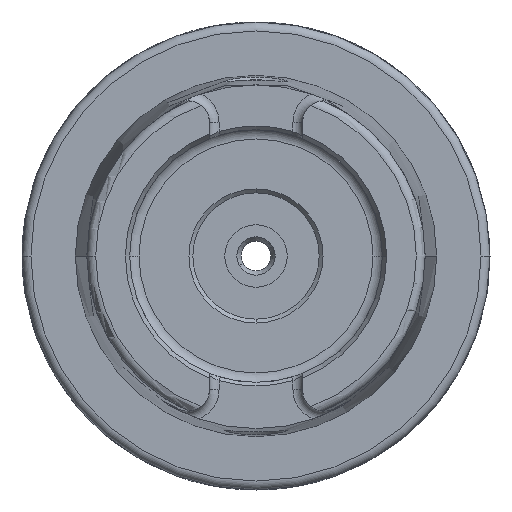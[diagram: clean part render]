
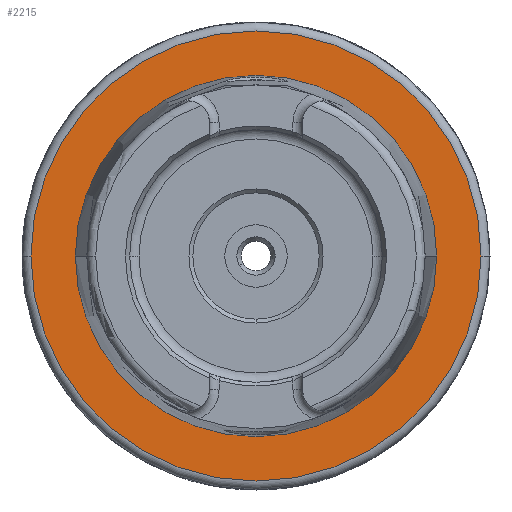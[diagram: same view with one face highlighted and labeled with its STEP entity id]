
A CAD part, left-side view. The second image highlights one B-rep face of the part: STEP entity #2215.
In plain terms, the highlighted planar face has unit normal (-1, 0, 0).
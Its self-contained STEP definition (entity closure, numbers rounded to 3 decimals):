
#292 = AXIS2_PLACEMENT_3D ( 'NONE', #6888, #841, #2619 ) ;
#396 = CARTESIAN_POINT ( 'NONE',  ( 0., 0., 0. ) ) ;
#419 = CIRCLE ( 'NONE', #903, 30.3 ) ;
#644 = VERTEX_POINT ( 'NONE', #3179 ) ;
#747 = ORIENTED_EDGE ( 'NONE', *, *, #4864, .T. ) ;
#774 = AXIS2_PLACEMENT_3D ( 'NONE', #396, #3317, #4036 ) ;
#826 = VERTEX_POINT ( 'NONE', #5183 ) ;
#841 = DIRECTION ( 'NONE',  ( 1., 0., 0. ) ) ;
#903 = AXIS2_PLACEMENT_3D ( 'NONE', #7639, #2385, #2313 ) ;
#1023 = VERTEX_POINT ( 'NONE', #1837 ) ;
#1270 = CARTESIAN_POINT ( 'NONE',  ( 0., 0., 0. ) ) ;
#1705 = EDGE_LOOP ( 'NONE', ( #6906, #747 ) ) ;
#1837 = CARTESIAN_POINT ( 'NONE',  ( 0., 30.3, 0. ) ) ;
#1863 = PLANE ( 'NONE',  #5618 ) ;
#2215 = ADVANCED_FACE ( 'NONE', ( #5983, #3506 ), #1863, .T. ) ;
#2281 = CIRCLE ( 'NONE', #6620, 24.321 ) ;
#2313 = DIRECTION ( 'NONE',  ( 0., 1., 0. ) ) ;
#2385 = DIRECTION ( 'NONE',  ( 1., 0., 0. ) ) ;
#2400 = DIRECTION ( 'NONE',  ( 0., 1., 0. ) ) ;
#2619 = DIRECTION ( 'NONE',  ( 0., 1., 0. ) ) ;
#3140 = CIRCLE ( 'NONE', #774, 24.321 ) ;
#3179 = CARTESIAN_POINT ( 'NONE',  ( 0., 24.321, 0. ) ) ;
#3317 = DIRECTION ( 'NONE',  ( 1., 0., 0. ) ) ;
#3471 = CARTESIAN_POINT ( 'NONE',  ( 0., 24.321, 0. ) ) ;
#3506 = FACE_OUTER_BOUND ( 'NONE', #4881, .T. ) ;
#3539 = EDGE_CURVE ( 'NONE', #1023, #3732, #419, .T. ) ;
#3607 = DIRECTION ( 'NONE',  ( 1., 0., 0. ) ) ;
#3732 = VERTEX_POINT ( 'NONE', #5602 ) ;
#4036 = DIRECTION ( 'NONE',  ( 0., 1., 0. ) ) ;
#4082 = DIRECTION ( 'NONE',  ( 0., -1., 0. ) ) ;
#4490 = EDGE_CURVE ( 'NONE', #3732, #1023, #6731, .T. ) ;
#4667 = DIRECTION ( 'NONE',  ( -1., 0., 0. ) ) ;
#4864 = EDGE_CURVE ( 'NONE', #826, #644, #3140, .T. ) ;
#4881 = EDGE_LOOP ( 'NONE', ( #5584, #6284 ) ) ;
#5183 = CARTESIAN_POINT ( 'NONE',  ( 0., -24.321, 0. ) ) ;
#5584 = ORIENTED_EDGE ( 'NONE', *, *, #3539, .F. ) ;
#5602 = CARTESIAN_POINT ( 'NONE',  ( 0., -30.3, 0. ) ) ;
#5618 = AXIS2_PLACEMENT_3D ( 'NONE', #3471, #4667, #4082 ) ;
#5983 = FACE_BOUND ( 'NONE', #1705, .T. ) ;
#6284 = ORIENTED_EDGE ( 'NONE', *, *, #4490, .F. ) ;
#6620 = AXIS2_PLACEMENT_3D ( 'NONE', #1270, #3607, #2400 ) ;
#6731 = CIRCLE ( 'NONE', #292, 30.3 ) ;
#6767 = EDGE_CURVE ( 'NONE', #644, #826, #2281, .T. ) ;
#6888 = CARTESIAN_POINT ( 'NONE',  ( 0., 0., 0. ) ) ;
#6906 = ORIENTED_EDGE ( 'NONE', *, *, #6767, .T. ) ;
#7639 = CARTESIAN_POINT ( 'NONE',  ( 0., 0., 0. ) ) ;
